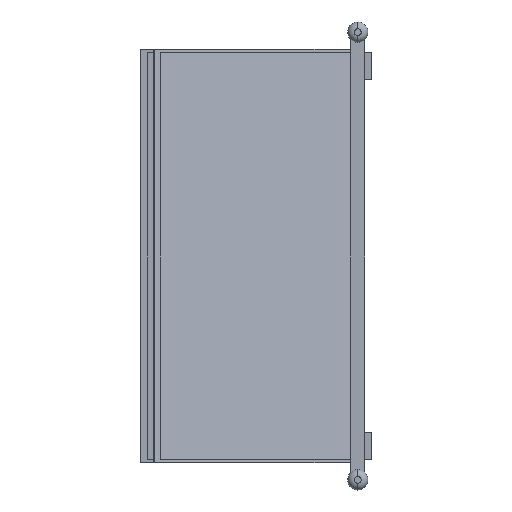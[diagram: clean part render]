
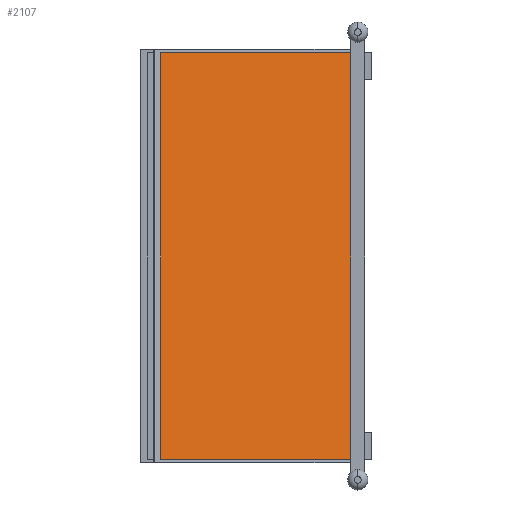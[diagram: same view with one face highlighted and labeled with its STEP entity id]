
A CAD part, left-side view. The second image highlights one B-rep face of the part: STEP entity #2107.
In plain terms, the highlighted face is planar.
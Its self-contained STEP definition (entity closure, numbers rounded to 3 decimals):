
#7 = LINE ( 'NONE', #2260, #1942 ) ;
#91 = VECTOR ( 'NONE', #608, 1000. ) ;
#285 = DIRECTION ( 'NONE',  ( -1., 0., 0. ) ) ;
#444 = VERTEX_POINT ( 'NONE', #3355 ) ;
#538 = EDGE_CURVE ( 'NONE', #444, #2226, #7, .T. ) ;
#565 = CARTESIAN_POINT ( 'NONE',  ( -161.881, 174.242, 148.376 ) ) ;
#603 = EDGE_CURVE ( 'NONE', #2048, #667, #2570, .T. ) ;
#608 = DIRECTION ( 'NONE',  ( 1., 0., 0. ) ) ;
#667 = VERTEX_POINT ( 'NONE', #1574 ) ;
#1009 = ORIENTED_EDGE ( 'NONE', *, *, #603, .F. ) ;
#1098 = AXIS2_PLACEMENT_3D ( 'NONE', #4877, #2247, #2647 ) ;
#1574 = CARTESIAN_POINT ( 'NONE',  ( -161.881, 24.242, 148.376 ) ) ;
#1713 = EDGE_CURVE ( 'NONE', #667, #444, #4106, .T. ) ;
#1867 = DIRECTION ( 'NONE',  ( 0., 1., 0. ) ) ;
#1942 = VECTOR ( 'NONE', #1867, 1000. ) ;
#1948 = CARTESIAN_POINT ( 'NONE',  ( -161.881, 24.242, 148.376 ) ) ;
#2048 = VERTEX_POINT ( 'NONE', #565 ) ;
#2107 = ADVANCED_FACE ( 'NONE', ( #4683 ), #2568, .F. ) ;
#2123 = ORIENTED_EDGE ( 'NONE', *, *, #1713, .F. ) ;
#2144 = ORIENTED_EDGE ( 'NONE', *, *, #538, .F. ) ;
#2226 = VERTEX_POINT ( 'NONE', #2507 ) ;
#2247 = DIRECTION ( 'NONE',  ( 0., 0., 1. ) ) ;
#2260 = CARTESIAN_POINT ( 'NONE',  ( 138.119, 24.242, 148.376 ) ) ;
#2507 = CARTESIAN_POINT ( 'NONE',  ( 138.119, 174.242, 148.376 ) ) ;
#2568 = PLANE ( 'NONE',  #1098 ) ;
#2570 = LINE ( 'NONE', #1948, #3480 ) ;
#2647 = DIRECTION ( 'NONE',  ( 1., 0., 0. ) ) ;
#3003 = LINE ( 'NONE', #3518, #4221 ) ;
#3349 = ORIENTED_EDGE ( 'NONE', *, *, #5050, .F. ) ;
#3355 = CARTESIAN_POINT ( 'NONE',  ( 138.119, 24.242, 148.376 ) ) ;
#3447 = EDGE_LOOP ( 'NONE', ( #3349, #2144, #2123, #1009 ) ) ;
#3480 = VECTOR ( 'NONE', #4706, 1000. ) ;
#3518 = CARTESIAN_POINT ( 'NONE',  ( -161.881, 174.242, 148.376 ) ) ;
#4106 = LINE ( 'NONE', #4115, #91 ) ;
#4115 = CARTESIAN_POINT ( 'NONE',  ( -161.881, 24.242, 148.376 ) ) ;
#4221 = VECTOR ( 'NONE', #285, 1000. ) ;
#4683 = FACE_OUTER_BOUND ( 'NONE', #3447, .T. ) ;
#4706 = DIRECTION ( 'NONE',  ( 0., -1., 0. ) ) ;
#4877 = CARTESIAN_POINT ( 'NONE',  ( -161.881, 24.242, 148.376 ) ) ;
#5050 = EDGE_CURVE ( 'NONE', #2226, #2048, #3003, .T. ) ;
